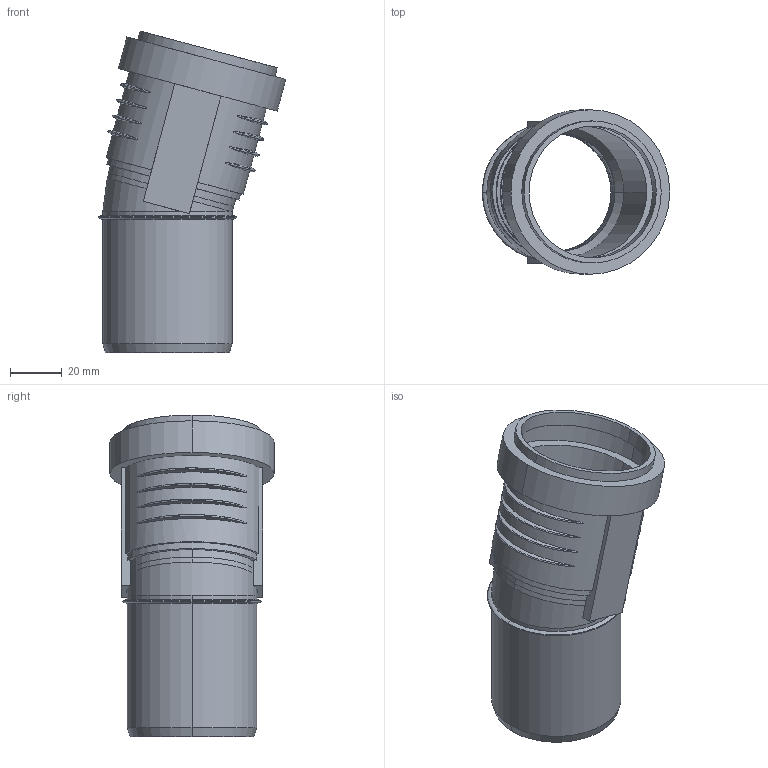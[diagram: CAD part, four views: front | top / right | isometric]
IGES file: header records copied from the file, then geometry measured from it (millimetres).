
Global section: file name: No Iges File Name specified; native system: Autodesk Inventor 2011; preprocessor: AutoDesk Inventor Iges Exporter R2011; author: Marco; date: 20120116.132956; units: millimetre
Bounding box: 72.64 x 63.7 x 124.71 mm (x, y, z)
Volume: 45388.4 mm3; surface area: 46258.6 mm2
Topology: 2 solids, 2 shells, 86 faces, 205 edges, 134 vertices
Faces by surface type: plane 19, revolution 18, torus 18, cylinder 16, bspline 13, cone 2
